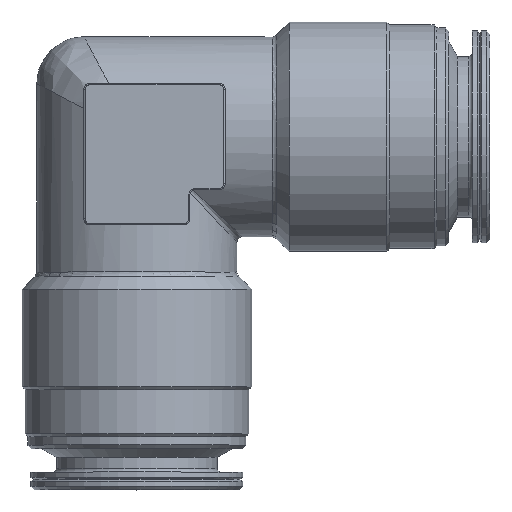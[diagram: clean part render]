
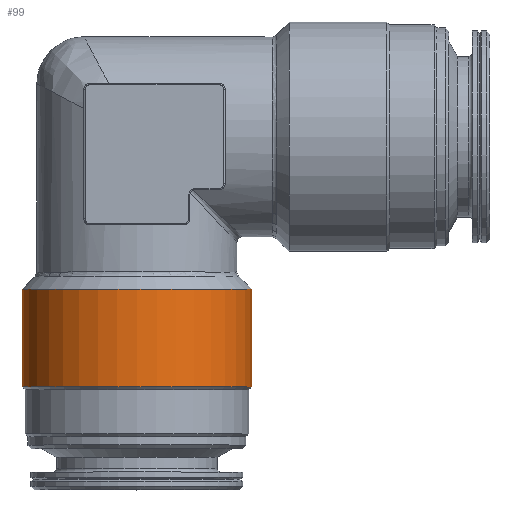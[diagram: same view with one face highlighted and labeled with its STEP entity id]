
A CAD part, top view. The second image highlights one B-rep face of the part: STEP entity #99.
In plain terms, the highlighted cylindrical face has radius 9.75 mm (diameter 19.5 mm), a full revolution.
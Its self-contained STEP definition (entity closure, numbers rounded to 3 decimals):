
#99 = ADVANCED_FACE( 'NONE', ( #244, #245 ), #246, .T. );
#244 = FACE_OUTER_BOUND( '', #518, .T. );
#245 = FACE_OUTER_BOUND( '', #519, .T. );
#246 = CYLINDRICAL_SURFACE( '', #520, 9.75 );
#518 = EDGE_LOOP( '', ( #1081 ) );
#519 = EDGE_LOOP( '', ( #1082 ) );
#520 = AXIS2_PLACEMENT_3D( '', #1083, #1084, #1085 );
#1081 = ORIENTED_EDGE( '', *, *, #1690, .F. );
#1082 = ORIENTED_EDGE( '', *, *, #1678, .T. );
#1083 = CARTESIAN_POINT( '', ( 0., 5.565, 0. ) );
#1084 = DIRECTION( '', ( 0., -1., 0. ) );
#1085 = DIRECTION( '', ( 0., 0., 1. ) );
#1678 = EDGE_CURVE( 'NONE', #1946, #1946, #1947, .T. );
#1690 = EDGE_CURVE( 'NONE', #1967, #1967, #1968, .T. );
#1946 = VERTEX_POINT( '', #2532 );
#1947 = CIRCLE( '', #2533, 9.75 );
#1967 = VERTEX_POINT( '', #2558 );
#1968 = CIRCLE( '', #2559, 9.75 );
#2532 = CARTESIAN_POINT( '', ( 0., -21.25, 9.75 ) );
#2533 = AXIS2_PLACEMENT_3D( '', #2932, #2933, #2934 );
#2558 = CARTESIAN_POINT( '', ( 0., -12.96, -9.75 ) );
#2559 = AXIS2_PLACEMENT_3D( '', #2958, #2959, #2960 );
#2932 = CARTESIAN_POINT( '', ( 0., -21.25, 0. ) );
#2933 = DIRECTION( '', ( 0., 1., 0. ) );
#2934 = DIRECTION( '', ( 0., 0., 1. ) );
#2958 = CARTESIAN_POINT( '', ( 0., -12.96, 0. ) );
#2959 = DIRECTION( '', ( 0., 1., 0. ) );
#2960 = DIRECTION( '', ( 0., 0., -1. ) );
